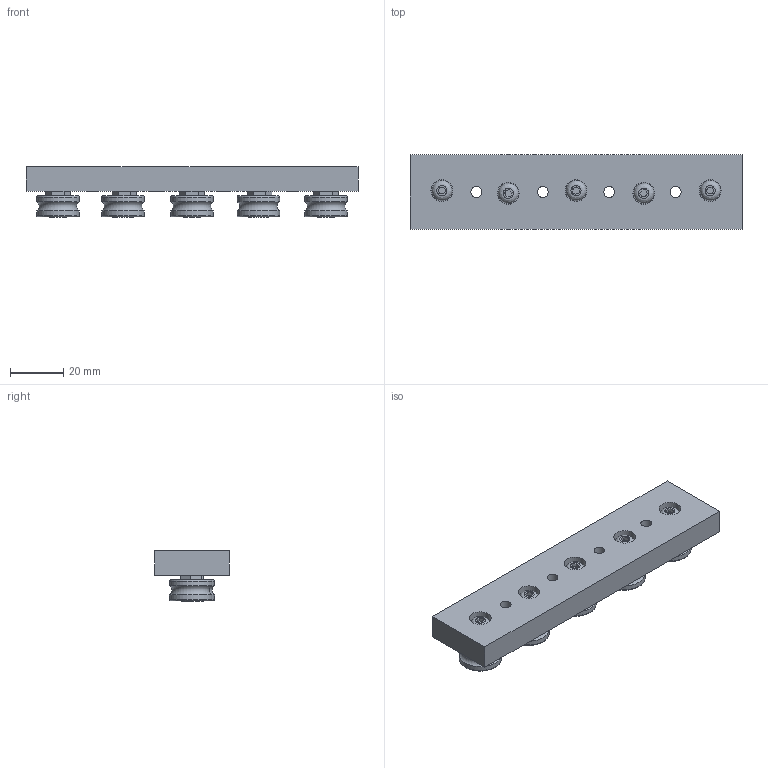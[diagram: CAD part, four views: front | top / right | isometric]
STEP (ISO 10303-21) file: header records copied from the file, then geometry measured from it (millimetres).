
FILE_DESCRIPTION(/* description */ ('CARRELLO IL28 125X28 5 ROT 1608'),/* implementation_level */ '2;1');
FILE_NAME(/* name */ 'GCARO0000033.stp',/* time_stamp */ '2022-07-28T11:32:09+02:00',/* author */ ('tecnico3.vi'),/* organization */ (''),/* preprocessor_version */ 'ST-DEVELOPER v18.1',/* originating_system */ 'Autodesk Inventor 2022',/* authorisation */ '');
FILE_SCHEMA (('AUTOMOTIVE_DESIGN { 1 0 10303 214 3 1 1 }'));
Length unit declared in the file: millimetre
Products named in the file (6): DM60CA0275-A; DPSCA0000304; 23.516.00C; 23.516.00E; DM80VI0089-A; DM80VI0086-A
Assembly tree (16 placements, depth 2):
  DM60CA0275-A
    DPSCA0000304
    23.516.00C  x3
    23.516.00E  x2
    DM80VI0089-A  x5
    DM80VI0086-A  x5
Bounding box: 125 x 28 x 19.2 mm (x, y, z)
Volume: 39614.2 mm3; surface area: 17876.7 mm2
Topology: 16 solids, 16 shells, 265 faces, 561 edges, 366 vertices
Faces by surface type: plane 146, cylinder 74, cone 20, torus 20, bspline 5
Full cylindrical faces by diameter (mm): 3.242 x5, 4 x5, 4.134 x4, 4.3 x5, 6 x10, 7 x6, 7.6 x5, 8 x9, 8.2 x5, 12 x10, 16 x10
Entity records: 3199 total; most frequent: DIRECTION 556, CARTESIAN_POINT 520, ORIENTED_EDGE 428, AXIS2_PLACEMENT_3D 225, EDGE_CURVE 214, EDGE_LOOP 143, VERTEX_POINT 141, LINE 106
